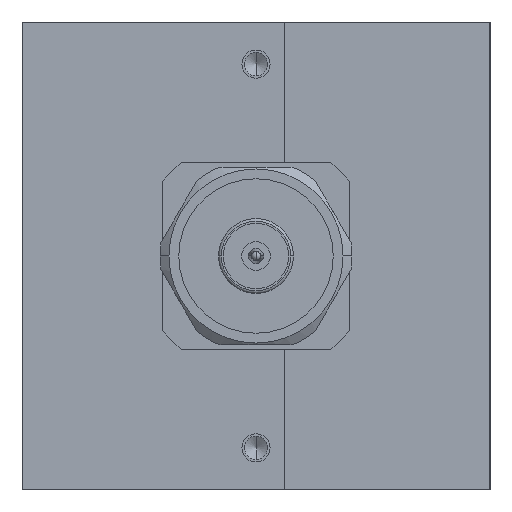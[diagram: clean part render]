
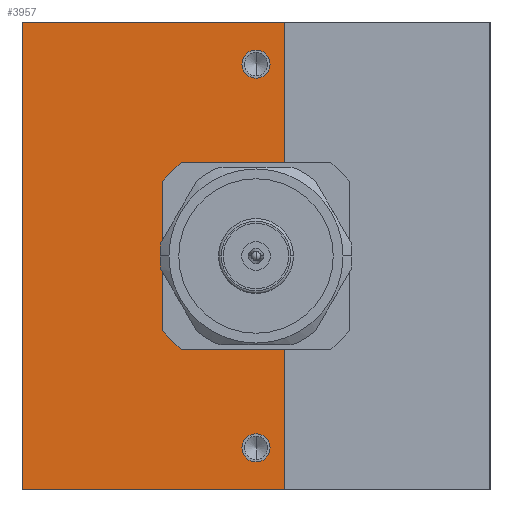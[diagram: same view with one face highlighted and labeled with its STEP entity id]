
A CAD part, left-side view. The second image highlights one B-rep face of the part: STEP entity #3957.
In plain terms, the highlighted planar face has unit normal (-1, 0, 0).
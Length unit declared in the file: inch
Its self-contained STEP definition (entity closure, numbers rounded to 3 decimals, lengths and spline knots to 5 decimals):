
#33 = AXIS2_PLACEMENT_3D ( 'NONE', #3422, #4112, #4266 ) ;
#180 = ORIENTED_EDGE ( 'NONE', *, *, #5157, .F. ) ;
#188 = DIRECTION ( 'NONE',  ( -1., 0., 0. ) ) ;
#191 = EDGE_CURVE ( 'NONE', #5532, #2775, #4099, .T. ) ;
#218 = CARTESIAN_POINT ( 'NONE',  ( 77.28029, 28.78624, 1.9685 ) ) ;
#228 = EDGE_LOOP ( 'NONE', ( #5510, #4535 ) ) ;
#273 = CARTESIAN_POINT ( 'NONE',  ( 77.28029, 27.68388, 0. ) ) ;
#320 = AXIS2_PLACEMENT_3D ( 'NONE', #218, #4930, #1981 ) ;
#354 = EDGE_LOOP ( 'NONE', ( #3274, #1559, #1355, #3697, #3070, #2553, #2963, #1225 ) ) ;
#410 = VECTOR ( 'NONE', #639, 39.37008 ) ;
#556 = DIRECTION ( 'NONE',  ( -1., 0., 0. ) ) ;
#592 = ORIENTED_EDGE ( 'NONE', *, *, #699, .F. ) ;
#618 = VERTEX_POINT ( 'NONE', #2270 ) ;
#639 = DIRECTION ( 'NONE',  ( 0., -1., 0. ) ) ;
#699 = EDGE_CURVE ( 'NONE', #4976, #4118, #2715, .T. ) ;
#727 = CARTESIAN_POINT ( 'NONE',  ( 77.28029, 27.80199, 1.79134 ) ) ;
#732 = VECTOR ( 'NONE', #4328, 39.37008 ) ;
#932 = DIRECTION ( 'NONE',  ( 0., 0., 1. ) ) ;
#960 = CIRCLE ( 'NONE', #2803, 0.11811 ) ;
#998 = CARTESIAN_POINT ( 'NONE',  ( 77.28029, 27.80199, 1.10236 ) ) ;
#1032 = DIRECTION ( 'NONE',  ( 0., 0., 1. ) ) ;
#1053 = AXIS2_PLACEMENT_3D ( 'NONE', #5419, #1480, #4972 ) ;
#1103 = VECTOR ( 'NONE', #4866, 39.37008 ) ;
#1161 = DIRECTION ( 'NONE',  ( 0., 0., 1. ) ) ;
#1225 = ORIENTED_EDGE ( 'NONE', *, *, #3550, .T. ) ;
#1331 = EDGE_CURVE ( 'NONE', #4802, #2974, #960, .T. ) ;
#1341 = AXIS2_PLACEMENT_3D ( 'NONE', #3203, #188, #1032 ) ;
#1355 = ORIENTED_EDGE ( 'NONE', *, *, #1398, .F. ) ;
#1392 = DIRECTION ( 'NONE',  ( 0., 0., 1. ) ) ;
#1398 = EDGE_CURVE ( 'NONE', #2974, #2198, #2611, .T. ) ;
#1480 = DIRECTION ( 'NONE',  ( -1., 0., 0. ) ) ;
#1500 = CARTESIAN_POINT ( 'NONE',  ( 77.28029, 27.80199, 0.11811 ) ) ;
#1543 = DIRECTION ( 'NONE',  ( -1., 0., 0. ) ) ;
#1559 = ORIENTED_EDGE ( 'NONE', *, *, #5050, .T. ) ;
#1981 = DIRECTION ( 'NONE',  ( 0., 1., 0. ) ) ;
#2036 = EDGE_CURVE ( 'NONE', #2198, #4802, #2798, .T. ) ;
#2181 = CARTESIAN_POINT ( 'NONE',  ( 77.28029, 27.80199, 0.98425 ) ) ;
#2198 = VERTEX_POINT ( 'NONE', #4928 ) ;
#2270 = CARTESIAN_POINT ( 'NONE',  ( 77.28029, 27.68388, 1.9685 ) ) ;
#2357 = FACE_BOUND ( 'NONE', #228, .T. ) ;
#2365 = LINE ( 'NONE', #4998, #410 ) ;
#2383 = EDGE_LOOP ( 'NONE', ( #180, #592 ) ) ;
#2411 = EDGE_CURVE ( 'NONE', #2198, #618, #3780, .T. ) ;
#2502 = DIRECTION ( 'NONE',  ( 0., 0., 1. ) ) ;
#2504 = VERTEX_POINT ( 'NONE', #4201 ) ;
#2553 = ORIENTED_EDGE ( 'NONE', *, *, #2411, .T. ) ;
#2579 = LINE ( 'NONE', #4805, #732 ) ;
#2611 = CIRCLE ( 'NONE', #1053, 0.11811 ) ;
#2668 = CARTESIAN_POINT ( 'NONE',  ( 77.28029, 28.78624, 1.9685 ) ) ;
#2673 = EDGE_CURVE ( 'NONE', #2775, #5532, #4096, .T. ) ;
#2715 = CIRCLE ( 'NONE', #33, 0.05906 ) ;
#2753 = CIRCLE ( 'NONE', #3676, 0.05906 ) ;
#2775 = VERTEX_POINT ( 'NONE', #5524 ) ;
#2798 = CIRCLE ( 'NONE', #3356, 0.11811 ) ;
#2803 = AXIS2_PLACEMENT_3D ( 'NONE', #3555, #3125, #932 ) ;
#2814 = VECTOR ( 'NONE', #3781, 39.37008 ) ;
#2891 = CARTESIAN_POINT ( 'NONE',  ( 77.28029, 28.78624, 1.9685 ) ) ;
#2963 = ORIENTED_EDGE ( 'NONE', *, *, #5011, .F. ) ;
#2974 = VERTEX_POINT ( 'NONE', #3076 ) ;
#3070 = ORIENTED_EDGE ( 'NONE', *, *, #2036, .F. ) ;
#3076 = CARTESIAN_POINT ( 'NONE',  ( 77.28029, 27.80199, 0.86614 ) ) ;
#3101 = CARTESIAN_POINT ( 'NONE',  ( 77.28029, 27.80199, 0.17717 ) ) ;
#3125 = DIRECTION ( 'NONE',  ( -1., 0., 0. ) ) ;
#3203 = CARTESIAN_POINT ( 'NONE',  ( 77.28029, 27.80199, 0.17717 ) ) ;
#3271 = LINE ( 'NONE', #2891, #2814 ) ;
#3274 = ORIENTED_EDGE ( 'NONE', *, *, #4180, .T. ) ;
#3356 = AXIS2_PLACEMENT_3D ( 'NONE', #2181, #3935, #4306 ) ;
#3376 = AXIS2_PLACEMENT_3D ( 'NONE', #3101, #556, #1392 ) ;
#3408 = VECTOR ( 'NONE', #2502, 39.37008 ) ;
#3422 = CARTESIAN_POINT ( 'NONE',  ( 77.28029, 27.80199, 1.79134 ) ) ;
#3550 = EDGE_CURVE ( 'NONE', #5423, #2504, #3271, .T. ) ;
#3555 = CARTESIAN_POINT ( 'NONE',  ( 77.28029, 27.80199, 0.98425 ) ) ;
#3676 = AXIS2_PLACEMENT_3D ( 'NONE', #727, #1543, #1161 ) ;
#3697 = ORIENTED_EDGE ( 'NONE', *, *, #1331, .F. ) ;
#3780 = LINE ( 'NONE', #5118, #3408 ) ;
#3781 = DIRECTION ( 'NONE',  ( 0., 0., -1. ) ) ;
#3935 = DIRECTION ( 'NONE',  ( -1., 0., 0. ) ) ;
#3957 = ADVANCED_FACE ( 'NONE', ( #2357, #4959, #4571 ), #4990, .F. ) ;
#4013 = CARTESIAN_POINT ( 'NONE',  ( 77.28029, 27.80199, 1.73228 ) ) ;
#4055 = CARTESIAN_POINT ( 'NONE',  ( 77.28029, 28.78624, 1.9685 ) ) ;
#4096 = CIRCLE ( 'NONE', #1341, 0.05906 ) ;
#4099 = CIRCLE ( 'NONE', #3376, 0.05906 ) ;
#4112 = DIRECTION ( 'NONE',  ( -1., 0., 0. ) ) ;
#4118 = VERTEX_POINT ( 'NONE', #5380 ) ;
#4180 = EDGE_CURVE ( 'NONE', #2504, #4834, #2365, .T. ) ;
#4201 = CARTESIAN_POINT ( 'NONE',  ( 77.28029, 28.78624, 0. ) ) ;
#4266 = DIRECTION ( 'NONE',  ( 0., 0., 1. ) ) ;
#4306 = DIRECTION ( 'NONE',  ( 0., 0., 1. ) ) ;
#4328 = DIRECTION ( 'NONE',  ( 0., 0., 1. ) ) ;
#4535 = ORIENTED_EDGE ( 'NONE', *, *, #191, .F. ) ;
#4571 = FACE_OUTER_BOUND ( 'NONE', #354, .T. ) ;
#4802 = VERTEX_POINT ( 'NONE', #998 ) ;
#4805 = CARTESIAN_POINT ( 'NONE',  ( 77.28029, 27.68388, 1.9685 ) ) ;
#4834 = VERTEX_POINT ( 'NONE', #273 ) ;
#4838 = LINE ( 'NONE', #2668, #1103 ) ;
#4866 = DIRECTION ( 'NONE',  ( 0., -1., 0. ) ) ;
#4928 = CARTESIAN_POINT ( 'NONE',  ( 77.28029, 27.68388, 0.98425 ) ) ;
#4930 = DIRECTION ( 'NONE',  ( 1., 0., 0. ) ) ;
#4959 = FACE_BOUND ( 'NONE', #2383, .T. ) ;
#4972 = DIRECTION ( 'NONE',  ( 0., 0., 1. ) ) ;
#4976 = VERTEX_POINT ( 'NONE', #4013 ) ;
#4990 = PLANE ( 'NONE',  #320 ) ;
#4998 = CARTESIAN_POINT ( 'NONE',  ( 77.28029, 28.78624, 0. ) ) ;
#5011 = EDGE_CURVE ( 'NONE', #5423, #618, #4838, .T. ) ;
#5050 = EDGE_CURVE ( 'NONE', #4834, #2198, #2579, .T. ) ;
#5118 = CARTESIAN_POINT ( 'NONE',  ( 77.28029, 27.68388, 1.9685 ) ) ;
#5157 = EDGE_CURVE ( 'NONE', #4118, #4976, #2753, .T. ) ;
#5380 = CARTESIAN_POINT ( 'NONE',  ( 77.28029, 27.80199, 1.85039 ) ) ;
#5419 = CARTESIAN_POINT ( 'NONE',  ( 77.28029, 27.80199, 0.98425 ) ) ;
#5423 = VERTEX_POINT ( 'NONE', #4055 ) ;
#5510 = ORIENTED_EDGE ( 'NONE', *, *, #2673, .F. ) ;
#5524 = CARTESIAN_POINT ( 'NONE',  ( 77.28029, 27.80199, 0.23622 ) ) ;
#5532 = VERTEX_POINT ( 'NONE', #1500 ) ;
